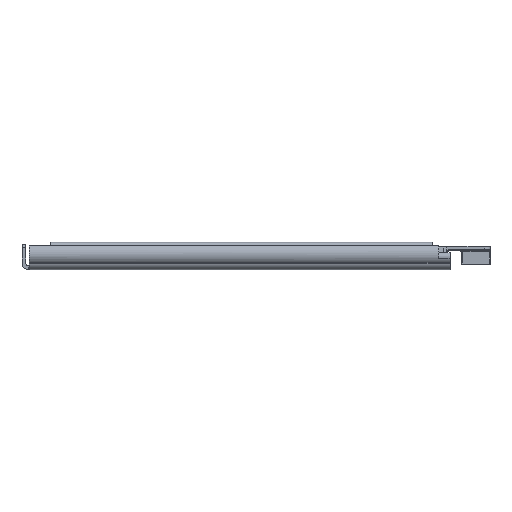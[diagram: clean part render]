
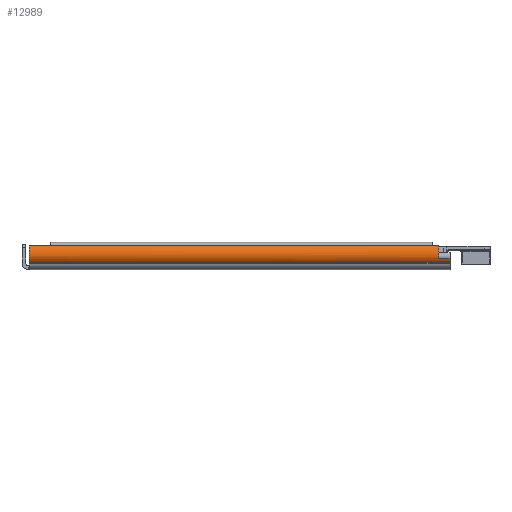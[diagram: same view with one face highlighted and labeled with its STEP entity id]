
A CAD part, left-side view. The second image highlights one B-rep face of the part: STEP entity #12989.
In plain terms, the highlighted cylindrical face has radius 7.6 mm (diameter 15.2 mm), a partial arc.
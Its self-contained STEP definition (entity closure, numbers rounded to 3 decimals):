
#516=CYLINDRICAL_SURFACE('',#14002,7.6);
#884=FACE_OUTER_BOUND('',#1648,.T.);
#1648=EDGE_LOOP('',(#9111,#9112,#9113,#9114,#9115,#9116));
#2474=LINE('',#19877,#3540);
#2489=LINE('',#19917,#3555);
#2512=LINE('',#19963,#3578);
#3540=VECTOR('',#15796,10.);
#3555=VECTOR('',#15847,10.);
#3578=VECTOR('',#15916,10.);
#4517=CIRCLE('',#13857,7.6);
#4549=CIRCLE('',#13931,7.6);
#4567=CIRCLE('',#13974,7.6);
#5333=VERTEX_POINT('',#19629);
#5334=VERTEX_POINT('',#19631);
#5382=VERTEX_POINT('',#19803);
#5383=VERTEX_POINT('',#19805);
#5401=VERTEX_POINT('',#19875);
#5408=VERTEX_POINT('',#19905);
#6634=EDGE_CURVE('',#5334,#5333,#4517,.T.);
#6721=EDGE_CURVE('',#5383,#5382,#4549,.T.);
#6757=EDGE_CURVE('',#5333,#5401,#2474,.T.);
#6772=EDGE_CURVE('',#5401,#5408,#4567,.T.);
#6777=EDGE_CURVE('',#5408,#5383,#2489,.T.);
#6800=EDGE_CURVE('',#5334,#5382,#2512,.T.);
#9111=ORIENTED_EDGE('',*,*,#6721,.T.);
#9112=ORIENTED_EDGE('',*,*,#6800,.F.);
#9113=ORIENTED_EDGE('',*,*,#6634,.T.);
#9114=ORIENTED_EDGE('',*,*,#6757,.T.);
#9115=ORIENTED_EDGE('',*,*,#6772,.T.);
#9116=ORIENTED_EDGE('',*,*,#6777,.T.);
#12989=ADVANCED_FACE('',(#884),#516,.T.);
#13857=AXIS2_PLACEMENT_3D('',#19632,#15513,#15514);
#13931=AXIS2_PLACEMENT_3D('',#19806,#15712,#15713);
#13974=AXIS2_PLACEMENT_3D('',#19907,#15831,#15832);
#14002=AXIS2_PLACEMENT_3D('',#19962,#15914,#15915);
#15513=DIRECTION('center_axis',(0.,1.,0.));
#15514=DIRECTION('ref_axis',(-0.705,0.,-0.709));
#15712=DIRECTION('center_axis',(0.,-1.,0.));
#15713=DIRECTION('ref_axis',(0.705,0.,0.709));
#15796=DIRECTION('',(0.,1.,0.));
#15831=DIRECTION('center_axis',(0.,1.,0.));
#15832=DIRECTION('ref_axis',(0.705,0.,0.709));
#15847=DIRECTION('',(0.,1.,0.));
#15914=DIRECTION('center_axis',(0.,1.,0.));
#15915=DIRECTION('ref_axis',(0.705,0.,0.709));
#15916=DIRECTION('',(0.,1.,0.));
#19629=CARTESIAN_POINT('',(-37.625,0.,7.957));
#19631=CARTESIAN_POINT('',(-35.857,0.,5.209));
#19632=CARTESIAN_POINT('Origin',(-30.5,0.,
10.6));
#19803=CARTESIAN_POINT('',(-35.857,295.,5.209));
#19805=CARTESIAN_POINT('',(-35.033,295.,16.7));
#19806=CARTESIAN_POINT('Origin',(-30.5,295.,10.6));
#19875=CARTESIAN_POINT('',(-37.625,8.,7.957));
#19877=CARTESIAN_POINT('',(-37.625,0.,7.957));
#19905=CARTESIAN_POINT('',(-35.033,8.,16.7));
#19907=CARTESIAN_POINT('Origin',(-30.5,8.,10.6));
#19917=CARTESIAN_POINT('',(-35.033,0.,16.7));
#19962=CARTESIAN_POINT('Origin',(-30.5,0.,10.6));
#19963=CARTESIAN_POINT('',(-35.857,0.,5.209));
